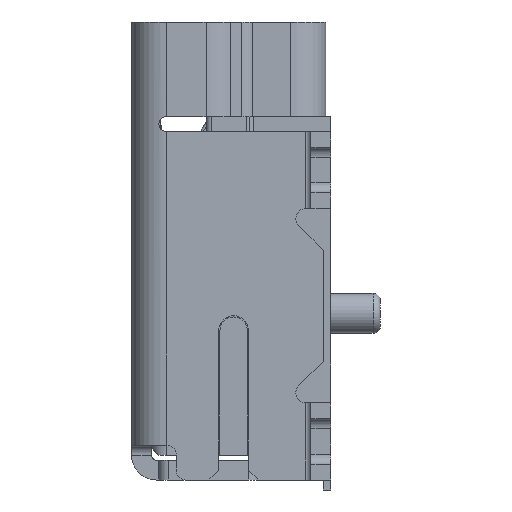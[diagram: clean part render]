
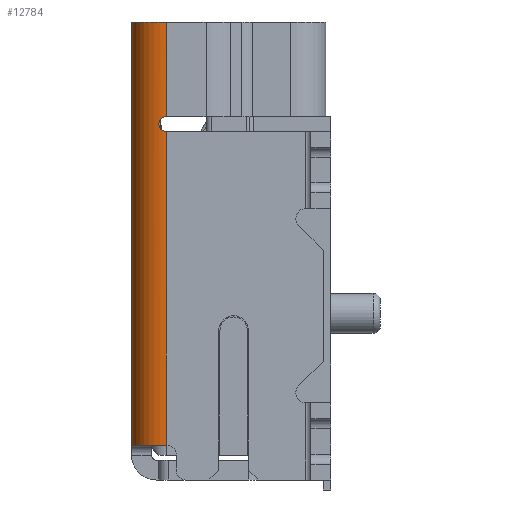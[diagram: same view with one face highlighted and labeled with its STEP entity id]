
A CAD part, left-side view. The second image highlights one B-rep face of the part: STEP entity #12784.
In plain terms, the highlighted cylindrical face has radius 0.7 mm (diameter 1.4 mm), a partial arc.
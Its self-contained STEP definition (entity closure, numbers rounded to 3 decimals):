
#1794 = VECTOR ( 'NONE', #2096, 1000. ) ;
#2094 = LINE ( 'NONE', #2095, #1794 ) ;
#2095 = CARTESIAN_POINT ( 'NONE',  ( -3.15, 1.95, -2.2 ) ) ;
#2096 = DIRECTION ( 'NONE',  ( 0., 0., 1. ) ) ;
#4195 = AXIS2_PLACEMENT_3D ( 'NONE', #5252, #5253, #5254 ) ;
#4198 = FACE_OUTER_BOUND ( 'NONE', #10452, .T. ) ;
#4202 = CYLINDRICAL_SURFACE ( 'NONE', #4195, 0.7 ) ;
#5252 = CARTESIAN_POINT ( 'NONE',  ( -3.15, 1.25, -2.2 ) ) ;
#5253 = DIRECTION ( 'NONE',  ( 0., 0., 1. ) ) ;
#5254 = DIRECTION ( 'NONE',  ( 1., 0., 0. ) ) ;
#5408 = VECTOR ( 'NONE', #16002, 1000. ) ;
#5472 = AXIS2_PLACEMENT_3D ( 'NONE', #15889, #15890, #15891 ) ;
#5512 = AXIS2_PLACEMENT_3D ( 'NONE', #15892, #15893, #15894 ) ;
#5676 = VECTOR ( 'NONE', #16143, 1000. ) ;
#6459 = CARTESIAN_POINT ( 'NONE',  ( -3.15, 1.95, 0. ) ) ;
#6614 = CARTESIAN_POINT ( 'NONE',  ( -3.85, 1.25, -1.9 ) ) ;
#6687 = CARTESIAN_POINT ( 'NONE',  ( -3.85, 1.25, -8.5 ) ) ;
#6720 = CARTESIAN_POINT ( 'NONE',  ( -3.15, 1.95, -8.5 ) ) ;
#6857 = CARTESIAN_POINT ( 'NONE',  ( -3.85, 1.25, 0. ) ) ;
#6858 = CARTESIAN_POINT ( 'NONE',  ( -3.85, 1.25, -2.2 ) ) ;
#7407 = EDGE_CURVE ( 'NONE', #16568, #16812, #7631, .T. ) ;
#7414 = EDGE_CURVE ( 'NONE', #16413, #16811, #12296, .T. ) ;
#7415 = EDGE_CURVE ( 'NONE', #16641, #16674, #12293, .T. ) ;
#7446 = EDGE_CURVE ( 'NONE', #16641, #16812, #16000, .T. ) ;
#7486 = EDGE_CURVE ( 'NONE', #16568, #16811, #16141, .T. ) ;
#7631 = B_SPLINE_CURVE_WITH_KNOTS ( 'NONE', 3,
 ( #15832, #15839, #15840, #15841, #15842, #15843, #15844, #15845, #15846, #15847, #15848, #15849, #15850, #15851, #15852, #15853, #15854, #15855, #15856, #15857, #15858, #15859, #15860, #15861, #15862, #15863, #15864, #15865, #15866, #15867, #15868 ),
 .UNSPECIFIED., .F., .F.,
 ( 4, 3, 3, 3, 3, 3, 3, 3, 3, 3, 4 ),
 ( 0., 0., 0., 0., 0., 0., 0., 0., 0., 0., 0. ),
 .UNSPECIFIED. ) ;
#9932 = ORIENTED_EDGE ( 'NONE', *, *, #7407, .F. ) ;
#10051 = ORIENTED_EDGE ( 'NONE', *, *, #7415, .F. ) ;
#10360 = ORIENTED_EDGE ( 'NONE', *, *, #10681, .F. ) ;
#10452 = EDGE_LOOP ( 'NONE', ( #10051, #10487, #9932, #10607, #10617, #10360 ) ) ;
#10487 = ORIENTED_EDGE ( 'NONE', *, *, #7446, .T. ) ;
#10607 = ORIENTED_EDGE ( 'NONE', *, *, #7486, .T. ) ;
#10617 = ORIENTED_EDGE ( 'NONE', *, *, #7414, .F. ) ;
#10681 = EDGE_CURVE ( 'NONE', #16674, #16413, #2094, .T. ) ;
#12293 = CIRCLE ( 'NONE', #5512, 0.7 ) ;
#12296 = CIRCLE ( 'NONE', #5472, 0.7 ) ;
#12784 = ADVANCED_FACE ( 'NONE', ( #4198 ), #4202, .T. ) ;
#15832 = CARTESIAN_POINT ( 'NONE',  ( -3.85, 1.25, -1.9 ) ) ;
#15839 = CARTESIAN_POINT ( 'NONE',  ( -3.85, 1.267, -1.9 ) ) ;
#15840 = CARTESIAN_POINT ( 'NONE',  ( -3.849, 1.283, -1.903 ) ) ;
#15841 = CARTESIAN_POINT ( 'NONE',  ( -3.848, 1.299, -1.908 ) ) ;
#15842 = CARTESIAN_POINT ( 'NONE',  ( -3.847, 1.315, -1.914 ) ) ;
#15843 = CARTESIAN_POINT ( 'NONE',  ( -3.846, 1.33, -1.922 ) ) ;
#15844 = CARTESIAN_POINT ( 'NONE',  ( -3.844, 1.342, -1.932 ) ) ;
#15845 = CARTESIAN_POINT ( 'NONE',  ( -3.842, 1.356, -1.942 ) ) ;
#15846 = CARTESIAN_POINT ( 'NONE',  ( -3.84, 1.367, -1.955 ) ) ;
#15847 = CARTESIAN_POINT ( 'NONE',  ( -3.839, 1.376, -1.969 ) ) ;
#15848 = CARTESIAN_POINT ( 'NONE',  ( -3.837, 1.385, -1.983 ) ) ;
#15849 = CARTESIAN_POINT ( 'NONE',  ( -3.835, 1.392, -1.999 ) ) ;
#15850 = CARTESIAN_POINT ( 'NONE',  ( -3.835, 1.396, -2.016 ) ) ;
#15851 = CARTESIAN_POINT ( 'NONE',  ( -3.834, 1.4, -2.032 ) ) ;
#15852 = CARTESIAN_POINT ( 'NONE',  ( -3.834, 1.401, -2.049 ) ) ;
#15853 = CARTESIAN_POINT ( 'NONE',  ( -3.834, 1.399, -2.066 ) ) ;
#15854 = CARTESIAN_POINT ( 'NONE',  ( -3.834, 1.397, -2.082 ) ) ;
#15855 = CARTESIAN_POINT ( 'NONE',  ( -3.835, 1.393, -2.098 ) ) ;
#15856 = CARTESIAN_POINT ( 'NONE',  ( -3.837, 1.386, -2.113 ) ) ;
#15857 = CARTESIAN_POINT ( 'NONE',  ( -3.838, 1.379, -2.128 ) ) ;
#15858 = CARTESIAN_POINT ( 'NONE',  ( -3.84, 1.37, -2.142 ) ) ;
#15859 = CARTESIAN_POINT ( 'NONE',  ( -3.842, 1.358, -2.154 ) ) ;
#15860 = CARTESIAN_POINT ( 'NONE',  ( -3.843, 1.346, -2.166 ) ) ;
#15861 = CARTESIAN_POINT ( 'NONE',  ( -3.845, 1.333, -2.176 ) ) ;
#15862 = CARTESIAN_POINT ( 'NONE',  ( -3.847, 1.318, -2.184 ) ) ;
#15863 = CARTESIAN_POINT ( 'NONE',  ( -3.848, 1.303, -2.192 ) ) ;
#15864 = CARTESIAN_POINT ( 'NONE',  ( -3.849, 1.286, -2.197 ) ) ;
#15865 = CARTESIAN_POINT ( 'NONE',  ( -3.85, 1.269, -2.199 ) ) ;
#15866 = CARTESIAN_POINT ( 'NONE',  ( -3.85, 1.263, -2.2 ) ) ;
#15867 = CARTESIAN_POINT ( 'NONE',  ( -3.85, 1.256, -2.2 ) ) ;
#15868 = CARTESIAN_POINT ( 'NONE',  ( -3.85, 1.25, -2.2 ) ) ;
#15889 = CARTESIAN_POINT ( 'NONE',  ( -3.15, 1.25, 0. ) ) ;
#15890 = DIRECTION ( 'NONE',  ( 0., 0., 1. ) ) ;
#15891 = DIRECTION ( 'NONE',  ( -1., 0., 0. ) ) ;
#15892 = CARTESIAN_POINT ( 'NONE',  ( -3.15, 1.25, -8.5 ) ) ;
#15893 = DIRECTION ( 'NONE',  ( 0., 0., -1. ) ) ;
#15894 = DIRECTION ( 'NONE',  ( 1., 0., 0. ) ) ;
#16000 = LINE ( 'NONE', #16001, #5408 ) ;
#16001 = CARTESIAN_POINT ( 'NONE',  ( -3.85, 1.25, -9.2 ) ) ;
#16002 = DIRECTION ( 'NONE',  ( 0., 0., 1. ) ) ;
#16141 = LINE ( 'NONE', #16142, #5676 ) ;
#16142 = CARTESIAN_POINT ( 'NONE',  ( -3.85, 1.25, -2.2 ) ) ;
#16143 = DIRECTION ( 'NONE',  ( 0., 0., 1. ) ) ;
#16413 = VERTEX_POINT ( 'NONE', #6459 ) ;
#16568 = VERTEX_POINT ( 'NONE', #6614 ) ;
#16641 = VERTEX_POINT ( 'NONE', #6687 ) ;
#16674 = VERTEX_POINT ( 'NONE', #6720 ) ;
#16811 = VERTEX_POINT ( 'NONE', #6857 ) ;
#16812 = VERTEX_POINT ( 'NONE', #6858 ) ;
